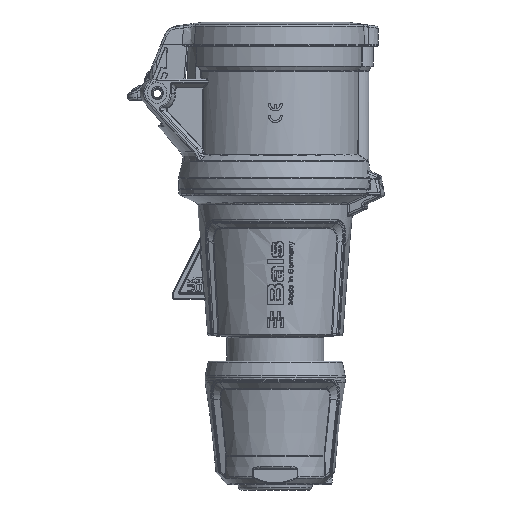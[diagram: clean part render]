
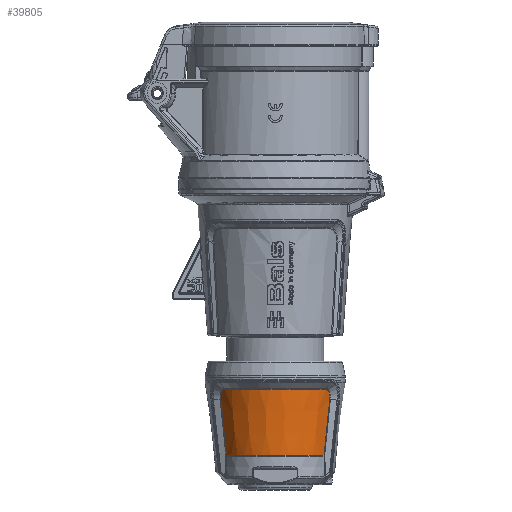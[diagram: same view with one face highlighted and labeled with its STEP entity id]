
A CAD part, left-side view. The second image highlights one B-rep face of the part: STEP entity #39805.
In plain terms, the highlighted conical face has half-angle 6.797 degrees and reference radius 20.9 mm.
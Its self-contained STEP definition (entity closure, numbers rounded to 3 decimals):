
#4354=CONICAL_SURFACE('',#42412,20.9,0.119);
#6573=FACE_OUTER_BOUND('',#8937,.T.);
#8937=EDGE_LOOP('',(#30957,#30958,#30959,#30960,#30961,#30962,#30963,#30964,
#30965,#30966));
#10684=CIRCLE('',#42401,19.907);
#10691=CIRCLE('',#42413,22.759);
#12950=B_SPLINE_CURVE_WITH_KNOTS('',3,(#93581,#93582,#93583,#93584),
 .UNSPECIFIED.,.F.,.F.,(4,4),(0.363,2.041),
 .UNSPECIFIED.);
#12951=B_SPLINE_CURVE_WITH_KNOTS('',3,(#93586,#93587,#93588,#93589),
 .UNSPECIFIED.,.F.,.F.,(4,4),(0.,0.363),.UNSPECIFIED.);
#12952=B_SPLINE_CURVE_WITH_KNOTS('',3,(#93591,#93592,#93593,#93594,#93595),
 .UNSPECIFIED.,.F.,.F.,(4,1,4),(-0.429,-0.184,0.),
 .UNSPECIFIED.);
#12953=B_SPLINE_CURVE_WITH_KNOTS('',3,(#93597,#93598,#93599,#93600),
 .UNSPECIFIED.,.F.,.F.,(4,4),(-0.138,0.),.UNSPECIFIED.);
#12954=B_SPLINE_CURVE_WITH_KNOTS('',3,(#93604,#93605,#93606,#93607),
 .UNSPECIFIED.,.F.,.F.,(4,4),(0.,0.138),
 .UNSPECIFIED.);
#12955=B_SPLINE_CURVE_WITH_KNOTS('',3,(#93609,#93610,#93611,#93612,#93613),
 .UNSPECIFIED.,.F.,.F.,(4,1,4),(0.,0.184,0.429),
 .UNSPECIFIED.);
#12956=B_SPLINE_CURVE_WITH_KNOTS('',3,(#93615,#93616,#93617,#93618),
 .UNSPECIFIED.,.F.,.F.,(4,4),(-0.363,0.),.UNSPECIFIED.);
#12957=B_SPLINE_CURVE_WITH_KNOTS('',3,(#93619,#93620,#93621,#93622),
 .UNSPECIFIED.,.F.,.F.,(4,4),(0.363,2.041),
 .UNSPECIFIED.);
#16267=VERTEX_POINT('',#93382);
#16268=VERTEX_POINT('',#93387);
#16285=VERTEX_POINT('',#93580);
#16286=VERTEX_POINT('',#93585);
#16287=VERTEX_POINT('',#93590);
#16288=VERTEX_POINT('',#93596);
#16289=VERTEX_POINT('',#93601);
#16290=VERTEX_POINT('',#93603);
#16291=VERTEX_POINT('',#93608);
#16292=VERTEX_POINT('',#93614);
#21359=EDGE_CURVE('',#16267,#16268,#10684,.T.);
#21381=EDGE_CURVE('',#16285,#16267,#12950,.T.);
#21382=EDGE_CURVE('',#16286,#16285,#12951,.T.);
#21383=EDGE_CURVE('',#16287,#16286,#12952,.T.);
#21384=EDGE_CURVE('',#16288,#16287,#12953,.T.);
#21385=EDGE_CURVE('',#16289,#16288,#10691,.T.);
#21386=EDGE_CURVE('',#16290,#16289,#12954,.T.);
#21387=EDGE_CURVE('',#16291,#16290,#12955,.T.);
#21388=EDGE_CURVE('',#16292,#16291,#12956,.T.);
#21389=EDGE_CURVE('',#16292,#16268,#12957,.T.);
#30957=ORIENTED_EDGE('',*,*,#21381,.F.);
#30958=ORIENTED_EDGE('',*,*,#21382,.F.);
#30959=ORIENTED_EDGE('',*,*,#21383,.F.);
#30960=ORIENTED_EDGE('',*,*,#21384,.F.);
#30961=ORIENTED_EDGE('',*,*,#21385,.F.);
#30962=ORIENTED_EDGE('',*,*,#21386,.F.);
#30963=ORIENTED_EDGE('',*,*,#21387,.F.);
#30964=ORIENTED_EDGE('',*,*,#21388,.F.);
#30965=ORIENTED_EDGE('',*,*,#21389,.T.);
#30966=ORIENTED_EDGE('',*,*,#21359,.F.);
#39805=ADVANCED_FACE('',(#6573),#4354,.T.);
#42401=AXIS2_PLACEMENT_3D('',#93388,#48135,#48136);
#42412=AXIS2_PLACEMENT_3D('',#93579,#48158,#48159);
#42413=AXIS2_PLACEMENT_3D('',#93602,#48160,#48161);
#48135=DIRECTION('center_axis',(0.,0.,
-1.));
#48136=DIRECTION('ref_axis',(-1.,0.,0.));
#48158=DIRECTION('center_axis',(0.,0.,
1.));
#48159=DIRECTION('ref_axis',(-1.,0.,0.));
#48160=DIRECTION('center_axis',(0.,0.,
1.));
#48161=DIRECTION('ref_axis',(-1.,0.,0.));
#93382=CARTESIAN_POINT('',(-8.914,-17.8,-112.079));
#93387=CARTESIAN_POINT('',(-8.914,17.8,-112.079));
#93388=CARTESIAN_POINT('Origin',(0.,0.,
-112.079));
#93579=CARTESIAN_POINT('Origin',(0.,0.,
-103.75));
#93580=CARTESIAN_POINT('',(-10.022,-19.464,-95.42));
#93581=CARTESIAN_POINT('Ctrl Pts',(-10.022,-19.464,-95.42));
#93582=CARTESIAN_POINT('Ctrl Pts',(-9.654,-18.91,
-100.973));
#93583=CARTESIAN_POINT('Ctrl Pts',(-9.284,-18.355,
-106.526));
#93584=CARTESIAN_POINT('Ctrl Pts',(-8.914,-17.8,
-112.079));
#93585=CARTESIAN_POINT('',(-10.261,-19.825,-91.812));
#93586=CARTESIAN_POINT('Ctrl Pts',(-10.261,-19.825,-91.812));
#93587=CARTESIAN_POINT('Ctrl Pts',(-10.182,-19.705,-93.015));
#93588=CARTESIAN_POINT('Ctrl Pts',(-10.102,-19.585,
-94.217));
#93589=CARTESIAN_POINT('Ctrl Pts',(-10.022,-19.464,
-95.42));
#93590=CARTESIAN_POINT('',(-12.331,-19.089,-88.438));
#93591=CARTESIAN_POINT('Ctrl Pts',(-12.331,-19.089,
-88.438));
#93592=CARTESIAN_POINT('Ctrl Pts',(-11.694,-19.455,
-88.758));
#93593=CARTESIAN_POINT('Ctrl Pts',(-10.702,-19.872,
-89.793));
#93594=CARTESIAN_POINT('Ctrl Pts',(-10.302,-19.886,
-91.204));
#93595=CARTESIAN_POINT('Ctrl Pts',(-10.261,-19.825,-91.812));
#93596=CARTESIAN_POINT('',(-13.434,-18.371,-88.159));
#93597=CARTESIAN_POINT('Ctrl Pts',(-13.434,-18.371,
-88.159));
#93598=CARTESIAN_POINT('Ctrl Pts',(-13.07,-18.637,
-88.159));
#93599=CARTESIAN_POINT('Ctrl Pts',(-12.691,-18.882,
-88.257));
#93600=CARTESIAN_POINT('Ctrl Pts',(-12.331,-19.089,
-88.438));
#93601=CARTESIAN_POINT('',(-13.434,18.371,-88.159));
#93602=CARTESIAN_POINT('Origin',(0.,0.,
-88.159));
#93603=CARTESIAN_POINT('',(-12.331,19.089,-88.438));
#93604=CARTESIAN_POINT('Ctrl Pts',(-12.331,19.089,-88.438));
#93605=CARTESIAN_POINT('Ctrl Pts',(-12.691,18.882,-88.257));
#93606=CARTESIAN_POINT('Ctrl Pts',(-13.07,18.637,-88.159));
#93607=CARTESIAN_POINT('Ctrl Pts',(-13.434,18.371,-88.159));
#93608=CARTESIAN_POINT('',(-10.261,19.825,-91.812));
#93609=CARTESIAN_POINT('Ctrl Pts',(-10.261,19.825,-91.812));
#93610=CARTESIAN_POINT('Ctrl Pts',(-10.302,19.886,-91.204));
#93611=CARTESIAN_POINT('Ctrl Pts',(-10.702,19.872,-89.793));
#93612=CARTESIAN_POINT('Ctrl Pts',(-11.694,19.455,-88.758));
#93613=CARTESIAN_POINT('Ctrl Pts',(-12.331,19.089,-88.438));
#93614=CARTESIAN_POINT('',(-10.022,19.464,-95.42));
#93615=CARTESIAN_POINT('Ctrl Pts',(-10.022,19.464,-95.42));
#93616=CARTESIAN_POINT('Ctrl Pts',(-10.102,19.585,-94.217));
#93617=CARTESIAN_POINT('Ctrl Pts',(-10.182,19.705,-93.015));
#93618=CARTESIAN_POINT('Ctrl Pts',(-10.261,19.825,-91.812));
#93619=CARTESIAN_POINT('Ctrl Pts',(-10.022,19.464,-95.42));
#93620=CARTESIAN_POINT('Ctrl Pts',(-9.654,18.91,-100.973));
#93621=CARTESIAN_POINT('Ctrl Pts',(-9.284,18.355,-106.526));
#93622=CARTESIAN_POINT('Ctrl Pts',(-8.914,17.8,-112.079));
